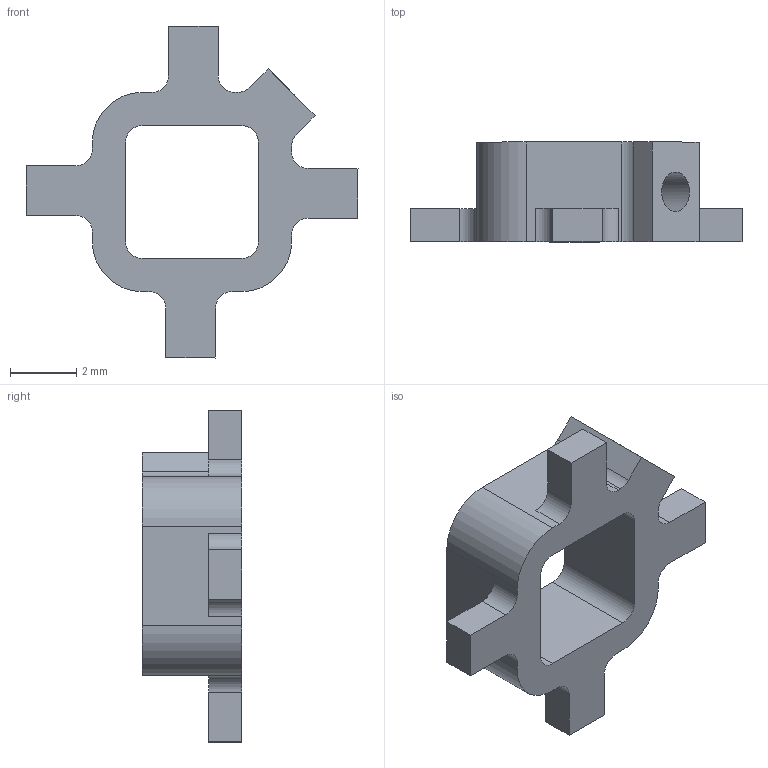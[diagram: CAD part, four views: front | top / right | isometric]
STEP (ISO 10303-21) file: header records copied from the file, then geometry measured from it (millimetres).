
FILE_DESCRIPTION(/* description */ (''),/* implementation_level */ '2;1');
FILE_NAME(/* name */ 'Miniscope_v4_Baseplate_Var_1.step',/* time_stamp */ '2020-05-28T20:38:06-07:00',/* author */ (''),/* organization */ (''),/* preprocessor_version */ 'ST-DEVELOPER v18',/* originating_system */ 'Autodesk Translation Framework v8.12.0.6',/* authorisation */ '');
FILE_SCHEMA (('AUTOMOTIVE_DESIGN { 1 0 10303 214 3 1 1 }'));
Length unit declared in the file: millimetre
Products named in the file (1): Miniscope_v4_Baseplate_Var_1
Bounding box: 10 x 3 x 10 mm (x, y, z)
Volume: 69.8 mm3; surface area: 198.1 mm2
Topology: 1 solids, 1 shells, 48 faces, 141 edges, 94 vertices
Faces by surface type: plane 29, cylinder 19
Full cylindrical faces by diameter (mm): 1.19 x1
Entity records: 1658 total; most frequent: CARTESIAN_POINT 302, ORIENTED_EDGE 282, DIRECTION 275, EDGE_CURVE 141, LINE 101, VECTOR 101, VERTEX_POINT 94, AXIS2_PLACEMENT_3D 87
